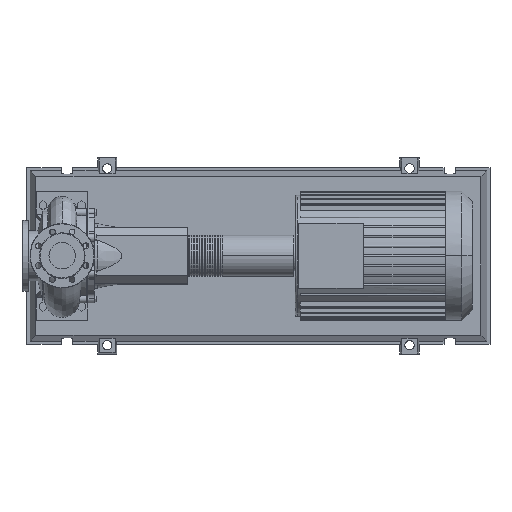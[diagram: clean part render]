
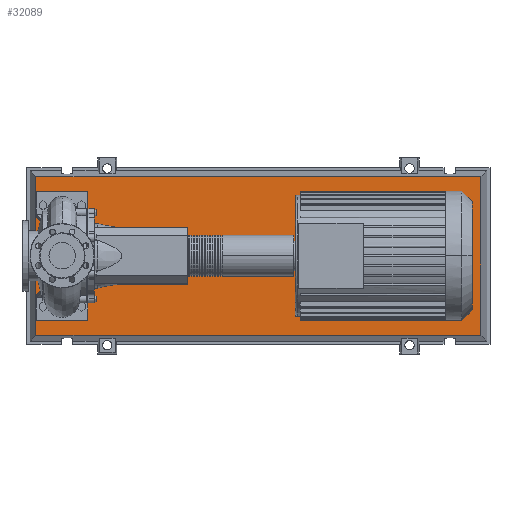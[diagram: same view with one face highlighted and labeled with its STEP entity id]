
A CAD part, top view. The second image highlights one B-rep face of the part: STEP entity #32089.
In plain terms, the highlighted planar face has unit normal (0, 0, 1).
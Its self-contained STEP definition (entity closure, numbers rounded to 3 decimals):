
#28256=CARTESIAN_POINT('',(1301.732,-246.732,103.0));
#28257=VERTEX_POINT('',#28256);
#28264=CARTESIAN_POINT('',(-81.732,-246.732,103.0));
#28265=VERTEX_POINT('',#28264);
#28266=CARTESIAN_POINT('',(1301.732,-246.732,103.0));
#28267=DIRECTION('',(-1.0,0.0,0.0));
#28268=VECTOR('',#28267,1383.465);
#28269=LINE('',#28266,#28268);
#28270=EDGE_CURVE('',#28257,#28265,#28269,.T.);
#32002=CARTESIAN_POINT('',(1301.732,246.732,103.0));
#32003=VERTEX_POINT('',#32002);
#32004=CARTESIAN_POINT('',(1301.732,246.732,103.0));
#32005=DIRECTION('',(0.0,-1.0,0.0));
#32006=VECTOR('',#32005,493.465);
#32007=LINE('',#32004,#32006);
#32008=EDGE_CURVE('',#32003,#28257,#32007,.T.);
#32026=CARTESIAN_POINT('',(-81.732,246.732,103.0));
#32027=VERTEX_POINT('',#32026);
#32028=CARTESIAN_POINT('',(-81.732,-246.732,103.0));
#32029=DIRECTION('',(0.0,1.0,0.0));
#32030=VECTOR('',#32029,493.465);
#32031=LINE('',#32028,#32030);
#32032=EDGE_CURVE('',#28265,#32027,#32031,.T.);
#32065=CARTESIAN_POINT('',(-81.732,246.732,103.0));
#32066=DIRECTION('',(1.0,0.0,0.0));
#32067=VECTOR('',#32066,1383.465);
#32068=LINE('',#32065,#32067);
#32069=EDGE_CURVE('',#32027,#32003,#32068,.T.);
#32078=CARTESIAN_POINT('',(610.,0.0,103.0));
#32079=DIRECTION('',(0.0,0.0,1.0));
#32080=DIRECTION('',(1.0,0.0,0.0));
#32081=AXIS2_PLACEMENT_3D('',#32078,#32079,#32080);
#32082=PLANE('',#32081);
#32083=ORIENTED_EDGE('',*,*,#32008,.F.);
#32084=ORIENTED_EDGE('',*,*,#32069,.F.);
#32085=ORIENTED_EDGE('',*,*,#32032,.F.);
#32086=ORIENTED_EDGE('',*,*,#28270,.F.);
#32087=EDGE_LOOP('',(#32083,#32084,#32085,#32086));
#32088=FACE_OUTER_BOUND('',#32087,.T.);
#32089=ADVANCED_FACE('',(#32088),#32082,.T.);
